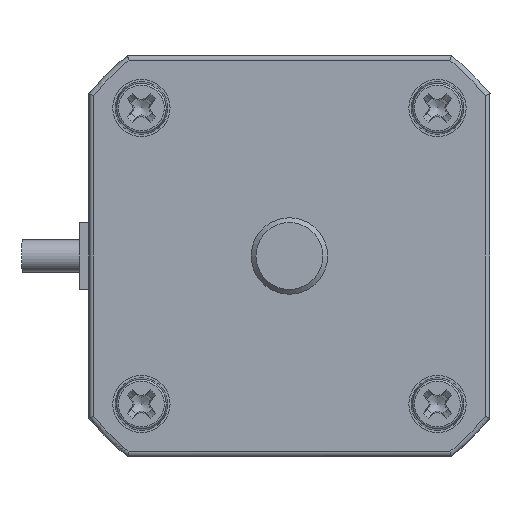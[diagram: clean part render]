
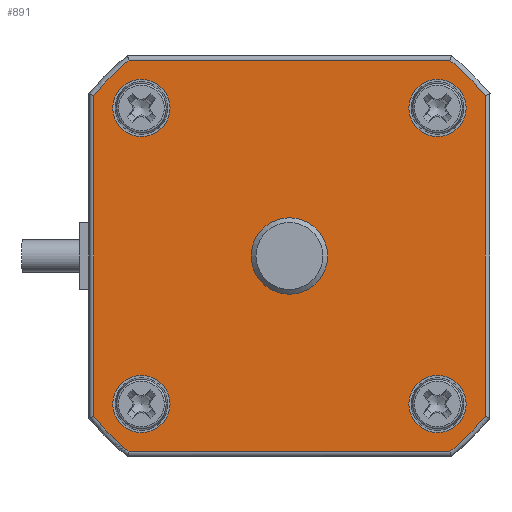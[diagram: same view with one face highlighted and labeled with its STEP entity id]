
A CAD part, left-side view. The second image highlights one B-rep face of the part: STEP entity #891.
In plain terms, the highlighted planar face has unit normal (-1, 0, 0).
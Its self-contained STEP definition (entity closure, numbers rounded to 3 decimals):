
#404=LINE('',#4452,#608);
#405=LINE('',#4530,#609);
#406=LINE('',#4534,#610);
#407=LINE('',#4538,#611);
#608=VECTOR('',#3607,1.);
#609=VECTOR('',#3632,1.);
#610=VECTOR('',#3635,1.);
#611=VECTOR('',#3638,1.);
#767=PLANE('',#3201);
#891=ADVANCED_FACE('',(#1100,#1101,#1102,#1103,#1104,#1105),#767,.F.);
#1100=FACE_BOUND('',#1215,.T.);
#1101=FACE_BOUND('',#1216,.T.);
#1102=FACE_BOUND('',#1217,.T.);
#1103=FACE_BOUND('',#1218,.T.);
#1104=FACE_BOUND('',#1219,.T.);
#1105=FACE_BOUND('',#1220,.T.);
#1215=EDGE_LOOP('',(#1559,#1560,#1561,#1562,#1563,#1564,#1565,#1566));
#1216=EDGE_LOOP('',(#1567));
#1217=EDGE_LOOP('',(#1568));
#1218=EDGE_LOOP('',(#1569));
#1219=EDGE_LOOP('',(#1570));
#1220=EDGE_LOOP('',(#1571));
#1559=ORIENTED_EDGE('',*,*,#2670,.F.);
#1560=ORIENTED_EDGE('',*,*,#2664,.F.);
#1561=ORIENTED_EDGE('',*,*,#2673,.F.);
#1562=ORIENTED_EDGE('',*,*,#2674,.F.);
#1563=ORIENTED_EDGE('',*,*,#2675,.F.);
#1564=ORIENTED_EDGE('',*,*,#2676,.F.);
#1565=ORIENTED_EDGE('',*,*,#2677,.F.);
#1566=ORIENTED_EDGE('',*,*,#2678,.F.);
#1567=ORIENTED_EDGE('',*,*,#2679,.F.);
#1568=ORIENTED_EDGE('',*,*,#2680,.F.);
#1569=ORIENTED_EDGE('',*,*,#2681,.F.);
#1570=ORIENTED_EDGE('',*,*,#2682,.T.);
#1571=ORIENTED_EDGE('',*,*,#2683,.F.);
#2347=VERTEX_POINT('',#4451);
#2348=VERTEX_POINT('',#4453);
#2349=VERTEX_POINT('',#4485);
#2350=VERTEX_POINT('',#4527);
#2351=VERTEX_POINT('',#4531);
#2352=VERTEX_POINT('',#4533);
#2353=VERTEX_POINT('',#4535);
#2354=VERTEX_POINT('',#4537);
#2355=VERTEX_POINT('',#4540);
#2356=VERTEX_POINT('',#4542);
#2357=VERTEX_POINT('',#4544);
#2358=VERTEX_POINT('',#4546);
#2359=VERTEX_POINT('',#4548);
#2664=EDGE_CURVE('',#2347,#2348,#404,.T.);
#2670=EDGE_CURVE('',#2348,#2349,#3033,.T.);
#2673=EDGE_CURVE('',#2350,#2347,#3034,.T.);
#2674=EDGE_CURVE('',#2351,#2350,#405,.T.);
#2675=EDGE_CURVE('',#2352,#2351,#3035,.T.);
#2676=EDGE_CURVE('',#2353,#2352,#406,.T.);
#2677=EDGE_CURVE('',#2354,#2353,#3036,.T.);
#2678=EDGE_CURVE('',#2349,#2354,#407,.T.);
#2679=EDGE_CURVE('',#2355,#2355,#3037,.T.);
#2680=EDGE_CURVE('',#2356,#2356,#3038,.T.);
#2681=EDGE_CURVE('',#2357,#2357,#3039,.T.);
#2682=EDGE_CURVE('',#2358,#2358,#3040,.T.);
#2683=EDGE_CURVE('',#2359,#2359,#3041,.T.);
#3033=CIRCLE('',#3190,26.5);
#3034=CIRCLE('',#3192,26.5);
#3035=CIRCLE('',#3194,26.5);
#3036=CIRCLE('',#3195,26.5);
#3037=CIRCLE('',#3196,3.);
#3038=CIRCLE('',#3197,3.);
#3039=CIRCLE('',#3198,3.);
#3040=CIRCLE('',#3199,4.);
#3041=CIRCLE('',#3200,3.);
#3190=AXIS2_PLACEMENT_3D('',#4484,#3624,#3625);
#3192=AXIS2_PLACEMENT_3D('',#4528,#3628,#3629);
#3194=AXIS2_PLACEMENT_3D('',#4532,#3633,#3634);
#3195=AXIS2_PLACEMENT_3D('',#4536,#3636,#3637);
#3196=AXIS2_PLACEMENT_3D('',#4539,#3639,#3640);
#3197=AXIS2_PLACEMENT_3D('',#4541,#3641,#3642);
#3198=AXIS2_PLACEMENT_3D('',#4543,#3643,#3644);
#3199=AXIS2_PLACEMENT_3D('',#4545,#3645,#3646);
#3200=AXIS2_PLACEMENT_3D('',#4547,#3647,#3648);
#3201=AXIS2_PLACEMENT_3D('',#4549,#3649,#3650);
#3607=DIRECTION('',(0.,1.,0.));
#3624=DIRECTION('',(1.,0.,0.));
#3625=DIRECTION('',(0.,0.629,-0.778));
#3628=DIRECTION('',(1.,0.,0.));
#3629=DIRECTION('',(0.,-0.778,-0.629));
#3632=DIRECTION('',(0.,0.,-1.));
#3633=DIRECTION('',(1.,0.,0.));
#3634=DIRECTION('',(0.,-0.629,0.778));
#3635=DIRECTION('',(0.,-1.,0.));
#3636=DIRECTION('',(1.,0.,0.));
#3637=DIRECTION('',(0.,0.778,0.629));
#3638=DIRECTION('',(0.,0.,1.));
#3639=DIRECTION('',(-1.,0.,0.));
#3640=DIRECTION('',(0.,0.,1.));
#3641=DIRECTION('',(-1.,0.,0.));
#3642=DIRECTION('',(0.,0.,1.));
#3643=DIRECTION('',(-1.,0.,0.));
#3644=DIRECTION('',(0.,0.,1.));
#3645=DIRECTION('',(1.,0.,0.));
#3646=DIRECTION('',(0.,0.,-1.));
#3647=DIRECTION('',(-1.,0.,0.));
#3648=DIRECTION('',(0.,0.,1.));
#3649=DIRECTION('',(1.,0.,0.));
#3650=DIRECTION('',(0.,1.,0.));
#4451=CARTESIAN_POINT('',(-40.,-16.793,-20.5));
#4452=CARTESIAN_POINT('',(-40.,-16.971,-20.5));
#4453=CARTESIAN_POINT('',(-40.,16.793,-20.5));
#4484=CARTESIAN_POINT('',(-40.,0.,0.));
#4485=CARTESIAN_POINT('',(-40.,20.5,-16.793));
#4527=CARTESIAN_POINT('',(-40.,-20.5,-16.793));
#4528=CARTESIAN_POINT('',(-40.,0.,0.));
#4530=CARTESIAN_POINT('',(-40.,-20.5,16.971));
#4531=CARTESIAN_POINT('',(-40.,-20.5,16.793));
#4532=CARTESIAN_POINT('',(-40.,0.,0.));
#4533=CARTESIAN_POINT('',(-40.,-16.793,20.5));
#4534=CARTESIAN_POINT('',(-40.,16.971,20.5));
#4535=CARTESIAN_POINT('',(-40.,16.793,20.5));
#4536=CARTESIAN_POINT('',(-40.,0.,0.));
#4537=CARTESIAN_POINT('',(-40.,20.5,16.793));
#4538=CARTESIAN_POINT('',(-40.,20.5,-16.971));
#4539=CARTESIAN_POINT('',(-40.,15.5,15.5));
#4540=CARTESIAN_POINT('',(-40.,15.5,18.5));
#4541=CARTESIAN_POINT('',(-40.,-15.5,15.5));
#4542=CARTESIAN_POINT('',(-40.,-15.5,18.5));
#4543=CARTESIAN_POINT('',(-40.,15.5,-15.5));
#4544=CARTESIAN_POINT('',(-40.,15.5,-12.5));
#4545=CARTESIAN_POINT('',(-40.,0.,0.));
#4546=CARTESIAN_POINT('',(-40.,0.,-4.));
#4547=CARTESIAN_POINT('',(-40.,-15.5,-15.5));
#4548=CARTESIAN_POINT('',(-40.,-15.5,-12.5));
#4549=CARTESIAN_POINT('',(-40.,0.,0.));
